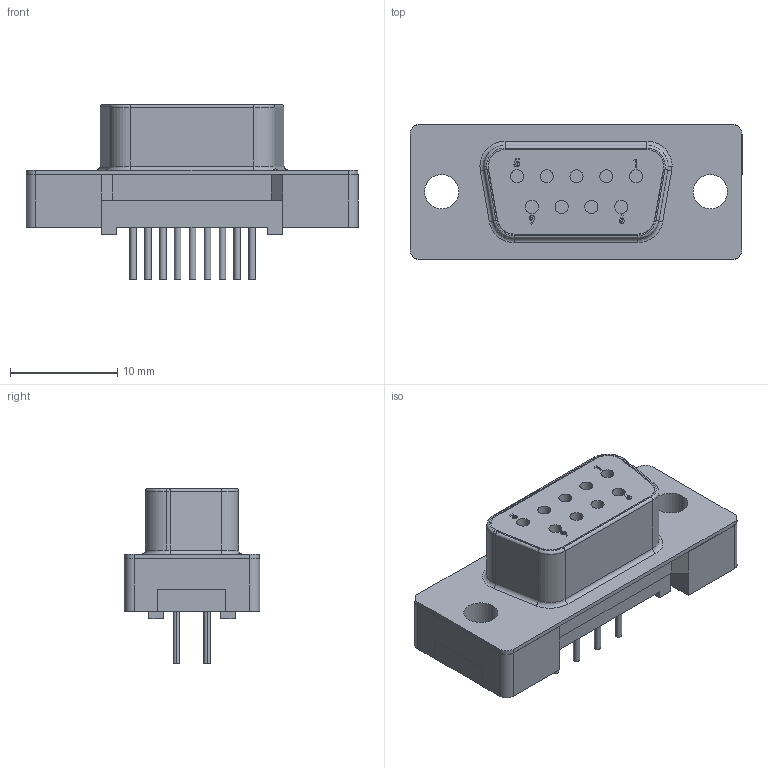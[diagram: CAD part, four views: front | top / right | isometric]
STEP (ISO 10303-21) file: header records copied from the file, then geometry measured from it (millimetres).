
FILE_DESCRIPTION (( 'STEP AP214' ), '1' );
FILE_NAME ('2D845E5F-E600-45B2-B26C-A8E80C23F54B.STEP', '2008-11-06T09:29:24', ( 'SysAdmin' ), ( 'SolidWorks' ), 'SwSTEP 2.0', 'SolidWorks 2009', '' );
FILE_SCHEMA (( 'AUTOMOTIVE_DESIGN' ));
Length unit declared in the file: inch
Products named in the file (1): 2D845E5F-E600-45B2-B26C-A8E80C23F54B
Bounding box: 30.89 x 12.6 x 16.36 mm (x, y, z)
Volume: 2311.6 mm3; surface area: 2753.3 mm2
Topology: 1 solids, 1 shells, 235 faces, 571 edges, 367 vertices
Faces by surface type: plane 130, cylinder 71, bspline 34
Entity records: 9911 total; most frequent: CARTESIAN_POINT 2758, ORIENTED_EDGE 1142, DIRECTION 1062, EDGE_CURVE 571, VECTOR 368, LINE 368, VERTEX_POINT 367, AXIS2_PLACEMENT_3D 347
